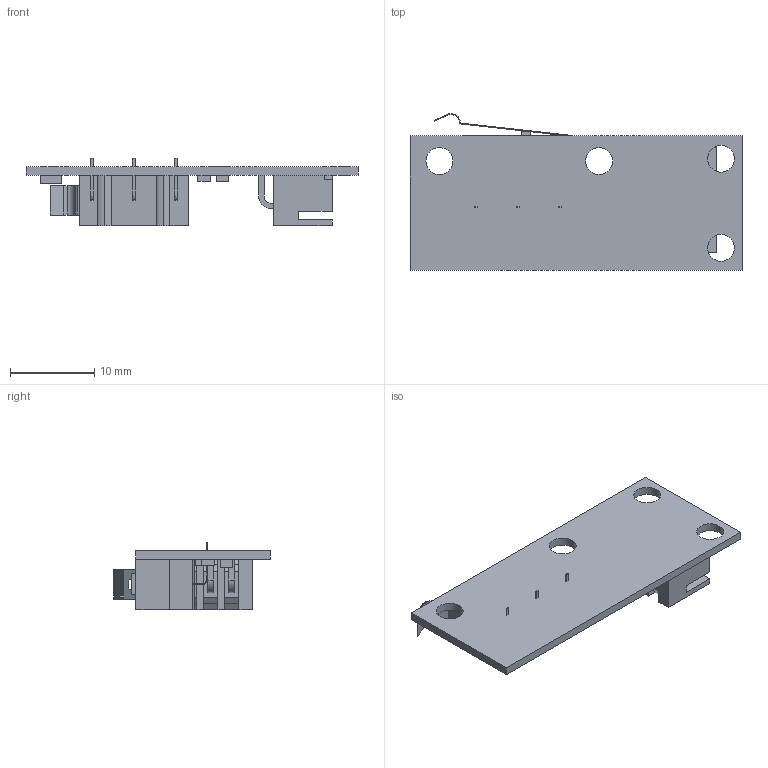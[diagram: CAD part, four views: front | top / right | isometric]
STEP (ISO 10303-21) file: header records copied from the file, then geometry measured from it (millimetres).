
FILE_DESCRIPTION(('STEP AP214'),'1');
FILE_NAME('Endstop2.stp','2016-11-22T20:44:38',(' '),(' '),'Spatial InterOp 3D',' ',' ');
FILE_SCHEMA(('automotive_design'));
Length unit declared in the file: metre
Products named in the file (7): PCB; PCB Geometry; PCB^Endstop; Endstop; Microswitch_1A_125vAC(seul); JST 4Pin; Endstop2
Assembly tree (6 placements, depth 4):
  Endstop2
    Endstop
      PCB
        PCB Geometry
        PCB^Endstop
      Microswitch_1A_125vAC(seul)
      JST 4Pin
Bounding box: 39.5 x 18.65 x 8.02 mm (x, y, z)
Volume: 1299.7 mm3; surface area: 2967.7 mm2
Topology: 15 solids, 15 shells, 296 faces, 749 edges, 494 vertices
Faces by surface type: plane 242, cylinder 54
Entity records: 11453 total; most frequent: CARTESIAN_POINT 1548, ORIENTED_EDGE 1498, DIRECTION 1467, EDGE_CURVE 749, LINE 641, VECTOR 641, VERTEX_POINT 494, AXIS2_PLACEMENT_3D 413
